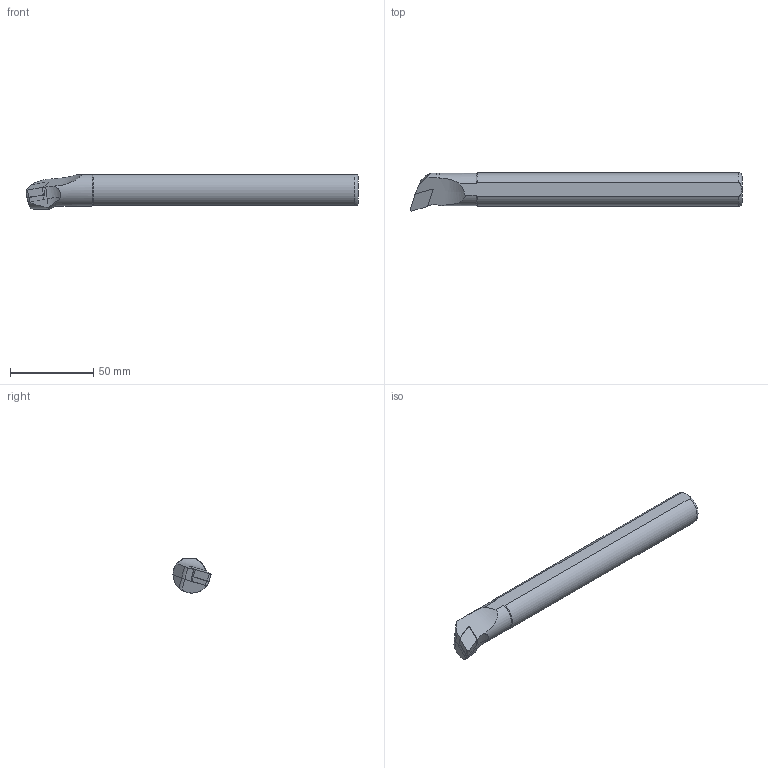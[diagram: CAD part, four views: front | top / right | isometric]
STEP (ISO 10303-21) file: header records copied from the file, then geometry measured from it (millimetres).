
FILE_DESCRIPTION(/* description */ (''),/* implementation_level */ '2;1');
FILE_NAME(/* name */ 'S20R-PDQNR-11.stp',/* time_stamp */ '2023-10-23T10:17:59+03:00',/* author */ (''),/* organization */ (''),/* preprocessor_version */ 'ST-DEVELOPER v19.4',/* originating_system */ 'SIEMENS PLM Software NX2306.3001',/* authorisation */ '');
FILE_SCHEMA (('AUTOMOTIVE_DESIGN { 1 0 10303 214 3 1 1 1 }'));
Length unit declared in the file: millimetre
Products named in the file (1): S20R-PDQNR-11
Bounding box: 200 x 23 x 20.56 mm (x, y, z)
Volume: 58101.7 mm3; surface area: 13092.4 mm2
Topology: 2 solids, 2 shells, 51 faces, 131 edges, 84 vertices
Faces by surface type: plane 25, cylinder 20, cone 4, torus 1, bspline 1
Entity records: 1915 total; most frequent: CARTESIAN_POINT 610, ORIENTED_EDGE 258, DIRECTION 241, EDGE_CURVE 129, AXIS2_PLACEMENT_3D 90, VERTEX_POINT 83, LINE 61, VECTOR 61
